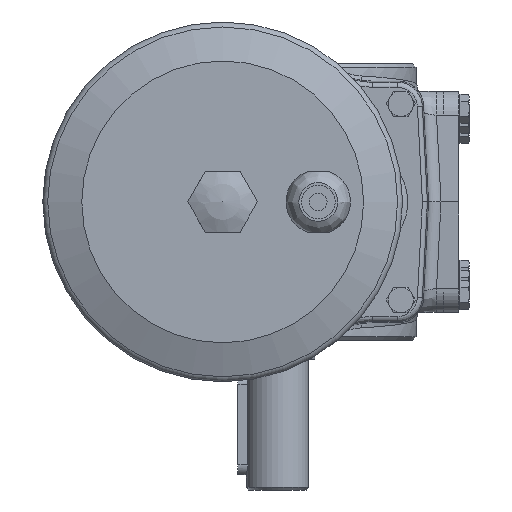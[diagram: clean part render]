
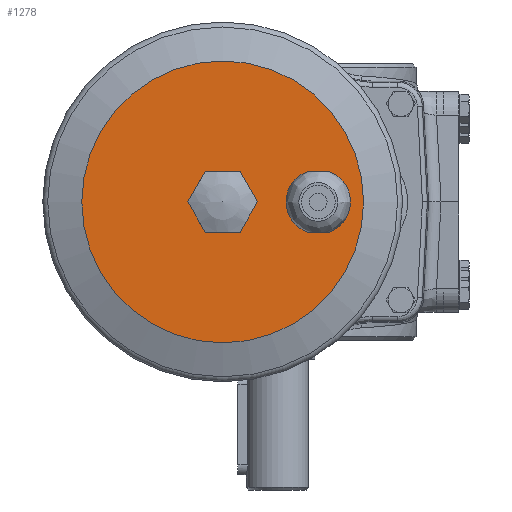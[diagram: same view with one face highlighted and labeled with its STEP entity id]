
A CAD part, left-side view. The second image highlights one B-rep face of the part: STEP entity #1278.
In plain terms, the highlighted planar face has unit normal (-1, 0, 0).
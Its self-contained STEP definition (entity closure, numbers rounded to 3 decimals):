
#1278 = ADVANCED_FACE( '', ( #3165, #3166, #3167 ), #3168, .T. );
#3165 = FACE_BOUND( '', #7401, .T. );
#3166 = FACE_OUTER_BOUND( '', #7402, .T. );
#3167 = FACE_BOUND( '', #7403, .T. );
#3168 = PLANE( '', #7404 );
#7401 = EDGE_LOOP( '', ( #14349, #14350, #14351, #14352 ) );
#7402 = EDGE_LOOP( '', ( #14353 ) );
#7403 = EDGE_LOOP( '', ( #14354, #14355, #14356, #14357, #14358, #14359 ) );
#7404 = AXIS2_PLACEMENT_3D( '', #14360, #14361, #14362 );
#14349 = ORIENTED_EDGE( '', *, *, #18773, .F. );
#14350 = ORIENTED_EDGE( '', *, *, #18558, .F. );
#14351 = ORIENTED_EDGE( '', *, *, #19400, .F. );
#14352 = ORIENTED_EDGE( '', *, *, #18551, .T. );
#14353 = ORIENTED_EDGE( '', *, *, #19401, .T. );
#14354 = ORIENTED_EDGE( '', *, *, #19402, .T. );
#14355 = ORIENTED_EDGE( '', *, *, #19403, .T. );
#14356 = ORIENTED_EDGE( '', *, *, #19404, .T. );
#14357 = ORIENTED_EDGE( '', *, *, #19172, .T. );
#14358 = ORIENTED_EDGE( '', *, *, #18778, .T. );
#14359 = ORIENTED_EDGE( '', *, *, #18637, .T. );
#14360 = CARTESIAN_POINT( '', ( -500.5, -34.2, 0. ) );
#14361 = DIRECTION( '', ( -1., 0., 0. ) );
#14362 = DIRECTION( '', ( 0., -1., 0. ) );
#18551 = EDGE_CURVE( '', #21000, #20998, #21001, .T. );
#18558 = EDGE_CURVE( '', #21009, #21012, #21013, .T. );
#18637 = EDGE_CURVE( '', #21147, #21151, #21153, .T. );
#18773 = EDGE_CURVE( '', #21012, #20998, #21386, .T. );
#18778 = EDGE_CURVE( '', #21390, #21147, #21393, .T. );
#19172 = EDGE_CURVE( '', #22005, #21390, #22008, .T. );
#19400 = EDGE_CURVE( '', #21000, #21009, #22339, .T. );
#19401 = EDGE_CURVE( '', #22340, #22340, #22341, .T. );
#19402 = EDGE_CURVE( '', #21151, #22342, #22343, .T. );
#19403 = EDGE_CURVE( '', #22342, #22344, #22345, .T. );
#19404 = EDGE_CURVE( '', #22344, #22005, #22346, .T. );
#20998 = VERTEX_POINT( '', #24618 );
#21000 = VERTEX_POINT( '', #24621 );
#21001 = LINE( '', #24622, #24623 );
#21009 = VERTEX_POINT( '', #24632 );
#21012 = VERTEX_POINT( '', #24636 );
#21013 = LINE( '', #24637, #24638 );
#21147 = VERTEX_POINT( '', #24874 );
#21151 = VERTEX_POINT( '', #24879 );
#21153 = LINE( '', #24882, #24883 );
#21386 = CIRCLE( '', #25263, 12.8 );
#21390 = VERTEX_POINT( '', #25267 );
#21393 = LINE( '', #25271, #25272 );
#22005 = VERTEX_POINT( '', #26624 );
#22008 = LINE( '', #26628, #26629 );
#22339 = CIRCLE( '', #27329, 12.8 );
#22340 = VERTEX_POINT( '', #27330 );
#22341 = CIRCLE( '', #27331, 56. );
#22342 = VERTEX_POINT( '', #27332 );
#22343 = LINE( '', #27333, #27334 );
#22344 = VERTEX_POINT( '', #27335 );
#22345 = LINE( '', #27336, #27337 );
#22346 = LINE( '', #27338, #27339 );
#24618 = CARTESIAN_POINT( '', ( -500.5, -11.746, -12. ) );
#24621 = CARTESIAN_POINT( '', ( -500.5, -20.654, -12. ) );
#24622 = CARTESIAN_POINT( '', ( -500.5, -20.654, -12. ) );
#24623 = VECTOR( '', #30968, 1000. );
#24632 = CARTESIAN_POINT( '', ( -500.5, -20.654, 12. ) );
#24636 = CARTESIAN_POINT( '', ( -500.5, -11.746, 12. ) );
#24637 = CARTESIAN_POINT( '', ( -500.5, -20.654, 12. ) );
#24638 = VECTOR( '', #30977, 1000. );
#24874 = CARTESIAN_POINT( '', ( -500.5, 14.872, -12. ) );
#24879 = CARTESIAN_POINT( '', ( -500.5, 28.728, -12. ) );
#24882 = CARTESIAN_POINT( '', ( -500.5, 14.872, -12. ) );
#24883 = VECTOR( '', #31102, 1000. );
#25263 = AXIS2_PLACEMENT_3D( '', #31296, #31297, #31298 );
#25267 = CARTESIAN_POINT( '', ( -500.5, 7.944, 0. ) );
#25271 = CARTESIAN_POINT( '', ( -500.5, 7.944, 0. ) );
#25272 = VECTOR( '', #31306, 1000. );
#26624 = CARTESIAN_POINT( '', ( -500.5, 14.872, 12. ) );
#26628 = CARTESIAN_POINT( '', ( -500.5, 14.872, 12. ) );
#26629 = VECTOR( '', #31745, 1000. );
#27329 = AXIS2_PLACEMENT_3D( '', #32016, #32017, #32018 );
#27330 = CARTESIAN_POINT( '', ( -500.5, -34.2, 0. ) );
#27331 = AXIS2_PLACEMENT_3D( '', #32019, #32020, #32021 );
#27332 = CARTESIAN_POINT( '', ( -500.5, 35.656, 0. ) );
#27333 = CARTESIAN_POINT( '', ( -500.5, 28.728, -12. ) );
#27334 = VECTOR( '', #32022, 1000. );
#27335 = CARTESIAN_POINT( '', ( -500.5, 28.728, 12. ) );
#27336 = CARTESIAN_POINT( '', ( -500.5, 35.656, 0. ) );
#27337 = VECTOR( '', #32023, 1000. );
#27338 = CARTESIAN_POINT( '', ( -500.5, 28.728, 12. ) );
#27339 = VECTOR( '', #32024, 1000. );
#30968 = DIRECTION( '', ( 0., 1., 0. ) );
#30977 = DIRECTION( '', ( 0., 1., 0. ) );
#31102 = DIRECTION( '', ( 0., 1., 0. ) );
#31296 = CARTESIAN_POINT( '', ( -500.5, -16.2, 0. ) );
#31297 = DIRECTION( '', ( -1., 0., 0. ) );
#31298 = DIRECTION( '', ( 0., -1., 0. ) );
#31306 = DIRECTION( '', ( 0., 0.5, -0.866 ) );
#31745 = DIRECTION( '', ( 0., -0.5, -0.866 ) );
#32016 = CARTESIAN_POINT( '', ( -500.5, -16.2, 0. ) );
#32017 = DIRECTION( '', ( -1., 0., 0. ) );
#32018 = DIRECTION( '', ( 0., -1., 0. ) );
#32019 = CARTESIAN_POINT( '', ( -500.5, 21.8, 0. ) );
#32020 = DIRECTION( '', ( -1., 0., 0. ) );
#32021 = DIRECTION( '', ( 0., -1., 0. ) );
#32022 = DIRECTION( '', ( 0., 0.5, 0.866 ) );
#32023 = DIRECTION( '', ( 0., -0.5, 0.866 ) );
#32024 = DIRECTION( '', ( 0., -1., 0. ) );
